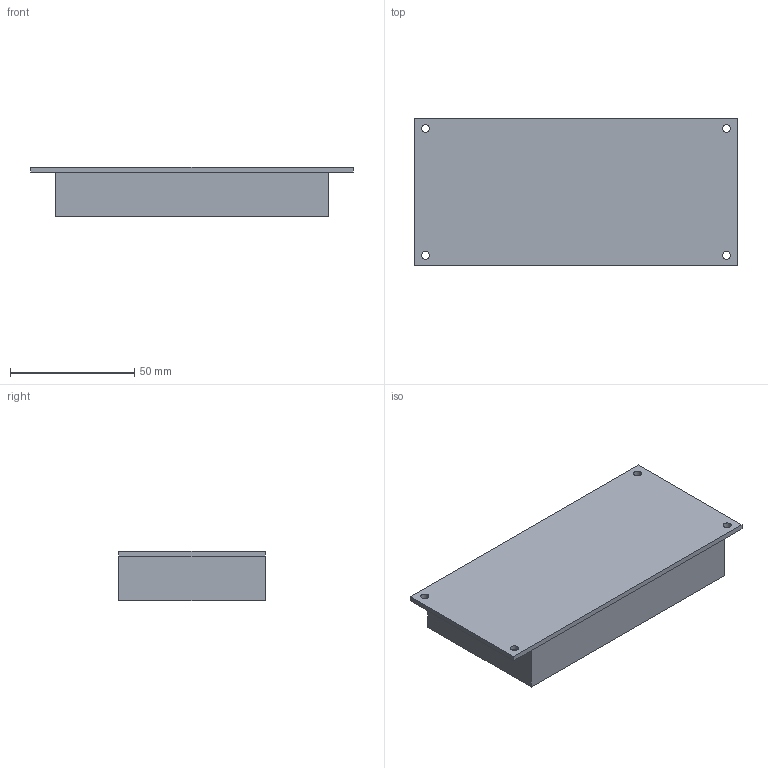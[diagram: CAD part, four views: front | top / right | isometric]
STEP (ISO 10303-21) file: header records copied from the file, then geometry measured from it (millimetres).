
FILE_DESCRIPTION(('FreeCAD Model'),'2;1');
FILE_NAME('ME18003.step','2018-09-07T22:06:32',( 'Author'),(''),'Open CASCADE STEP processor 7.2','FreeCAD','Unknown' );
FILE_SCHEMA(('AUTOMOTIVE_DESIGN { 1 0 10303 214 1 1 1 1 }'));
Length unit declared in the file: millimetre
Products named in the file (1): VisCapot
Bounding box: 129.8 x 59 x 20 mm (x, y, z)
Volume: 66864.3 mm3; surface area: 26631.1 mm2
Topology: 1 solids, 1 shells, 84 faces, 205 edges, 125 vertices
Faces by surface type: cylinder 35, plane 30, cone 19
Full cylindrical faces by diameter (mm): 1.6 x10, 2.05 x9, 3.2 x4
Entity records: 4896 total; most frequent: CARTESIAN_POINT 1026, DIRECTION 739, LINE 401, VECTOR 401, ORIENTED_EDGE 372, PCURVE 372, DEFINITIONAL_REPRESENTATION 372, EDGE_CURVE 186
